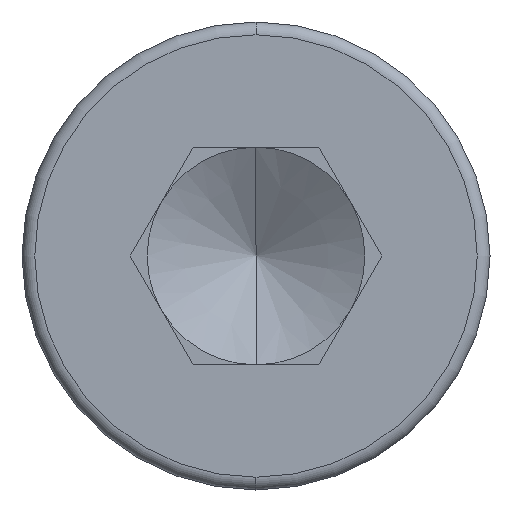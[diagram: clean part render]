
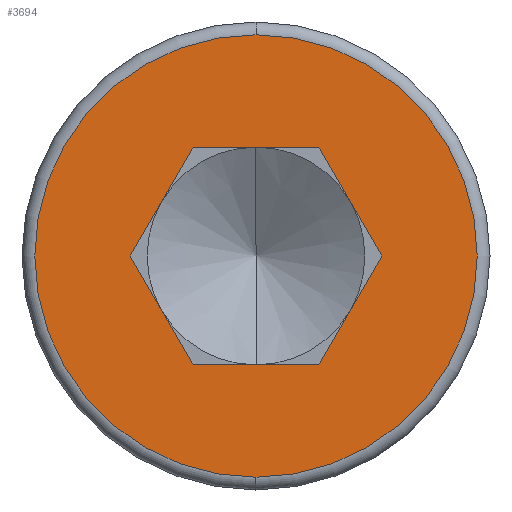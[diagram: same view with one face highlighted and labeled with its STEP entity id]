
A CAD part, left-side view. The second image highlights one B-rep face of the part: STEP entity #3694.
In plain terms, the highlighted planar face has unit normal (-1, 0, 0).
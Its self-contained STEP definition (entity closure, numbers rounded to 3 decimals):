
#31 = VERTEX_POINT ( 'NONE', #474 ) ;
#289 = CARTESIAN_POINT ( 'NONE',  ( 0., 0.739, -1.28 ) ) ;
#294 = LINE ( 'NONE', #2218, #1960 ) ;
#298 = FACE_OUTER_BOUND ( 'NONE', #458, .T. ) ;
#314 = CARTESIAN_POINT ( 'NONE',  ( 0., 1.478, 0. ) ) ;
#346 = ORIENTED_EDGE ( 'NONE', *, *, #3544, .T. ) ;
#384 = EDGE_CURVE ( 'NONE', #1745, #6155, #5086, .T. ) ;
#458 = EDGE_LOOP ( 'NONE', ( #346, #4987 ) ) ;
#474 = CARTESIAN_POINT ( 'NONE',  ( 0., -0.739, -1.28 ) ) ;
#479 = CARTESIAN_POINT ( 'NONE',  ( 0., 0., 0. ) ) ;
#671 = CARTESIAN_POINT ( 'NONE',  ( 0., -1.478, 0. ) ) ;
#777 = ORIENTED_EDGE ( 'NONE', *, *, #5224, .F. ) ;
#794 = DIRECTION ( 'NONE',  ( -1., 0., 0. ) ) ;
#815 = AXIS2_PLACEMENT_3D ( 'NONE', #6175, #794, #2722 ) ;
#827 = CARTESIAN_POINT ( 'NONE',  ( 0., 1.478, 0. ) ) ;
#855 = VERTEX_POINT ( 'NONE', #1939 ) ;
#1099 = EDGE_CURVE ( 'NONE', #3944, #855, #1347, .T. ) ;
#1118 = DIRECTION ( 'NONE',  ( 0., 0., 1. ) ) ;
#1347 = LINE ( 'NONE', #5737, #3055 ) ;
#1408 = CARTESIAN_POINT ( 'NONE',  ( 0., 0.739, -1.28 ) ) ;
#1664 = AXIS2_PLACEMENT_3D ( 'NONE', #479, #2849, #6241 ) ;
#1711 = AXIS2_PLACEMENT_3D ( 'NONE', #1731, #3683, #1118 ) ;
#1729 = CARTESIAN_POINT ( 'NONE',  ( 0., 1.478, 0. ) ) ;
#1731 = CARTESIAN_POINT ( 'NONE',  ( 0., 0., 0. ) ) ;
#1745 = VERTEX_POINT ( 'NONE', #827 ) ;
#1746 = VECTOR ( 'NONE', #4154, 1000. ) ;
#1782 = CARTESIAN_POINT ( 'NONE',  ( 0., -1.478, 0. ) ) ;
#1824 = CARTESIAN_POINT ( 'NONE',  ( 0., 0., 2.6 ) ) ;
#1939 = CARTESIAN_POINT ( 'NONE',  ( 0., 0.739, 1.28 ) ) ;
#1960 = VECTOR ( 'NONE', #4159, 1000. ) ;
#2009 = VECTOR ( 'NONE', #2219, 1000. ) ;
#2218 = CARTESIAN_POINT ( 'NONE',  ( 0., -0.739, 1.28 ) ) ;
#2219 = DIRECTION ( 'NONE',  ( 0., -0.5, -0.866 ) ) ;
#2220 = PLANE ( 'NONE',  #1711 ) ;
#2240 = DIRECTION ( 'NONE',  ( 0., -0.5, 0.866 ) ) ;
#2271 = EDGE_CURVE ( 'NONE', #4093, #5718, #3610, .T. ) ;
#2392 = ORIENTED_EDGE ( 'NONE', *, *, #1099, .F. ) ;
#2447 = VERTEX_POINT ( 'NONE', #671 ) ;
#2538 = ORIENTED_EDGE ( 'NONE', *, *, #5698, .T. ) ;
#2579 = ORIENTED_EDGE ( 'NONE', *, *, #2585, .T. ) ;
#2585 = EDGE_CURVE ( 'NONE', #2447, #31, #3320, .T. ) ;
#2688 = CARTESIAN_POINT ( 'NONE',  ( 0., 0., -2.6 ) ) ;
#2698 = FACE_BOUND ( 'NONE', #2729, .T. ) ;
#2722 = DIRECTION ( 'NONE',  ( 0., 0., 1. ) ) ;
#2729 = EDGE_LOOP ( 'NONE', ( #6122, #2392, #2538, #2579, #777, #3070 ) ) ;
#2745 = DIRECTION ( 'NONE',  ( 0., 1., 0. ) ) ;
#2849 = DIRECTION ( 'NONE',  ( -1., 0., 0. ) ) ;
#2881 = VECTOR ( 'NONE', #2240, 1000. ) ;
#3022 = CARTESIAN_POINT ( 'NONE',  ( 0., -0.739, 1.28 ) ) ;
#3055 = VECTOR ( 'NONE', #2745, 1000. ) ;
#3070 = ORIENTED_EDGE ( 'NONE', *, *, #384, .F. ) ;
#3320 = LINE ( 'NONE', #1782, #4301 ) ;
#3355 = CIRCLE ( 'NONE', #815, 2.6 ) ;
#3544 = EDGE_CURVE ( 'NONE', #5718, #4093, #3355, .T. ) ;
#3610 = CIRCLE ( 'NONE', #1664, 2.6 ) ;
#3683 = DIRECTION ( 'NONE',  ( -1., 0., 0. ) ) ;
#3694 = ADVANCED_FACE ( 'NONE', ( #2698, #298 ), #2220, .T. ) ;
#3944 = VERTEX_POINT ( 'NONE', #3022 ) ;
#4093 = VERTEX_POINT ( 'NONE', #2688 ) ;
#4154 = DIRECTION ( 'NONE',  ( 0., -1., 0. ) ) ;
#4159 = DIRECTION ( 'NONE',  ( 0., -0.5, -0.866 ) ) ;
#4301 = VECTOR ( 'NONE', #6262, 1000. ) ;
#4987 = ORIENTED_EDGE ( 'NONE', *, *, #2271, .T. ) ;
#4995 = LINE ( 'NONE', #289, #1746 ) ;
#5086 = LINE ( 'NONE', #1729, #2009 ) ;
#5224 = EDGE_CURVE ( 'NONE', #6155, #31, #4995, .T. ) ;
#5423 = EDGE_CURVE ( 'NONE', #1745, #855, #5638, .T. ) ;
#5638 = LINE ( 'NONE', #314, #2881 ) ;
#5698 = EDGE_CURVE ( 'NONE', #3944, #2447, #294, .T. ) ;
#5718 = VERTEX_POINT ( 'NONE', #1824 ) ;
#5737 = CARTESIAN_POINT ( 'NONE',  ( 0., -0.739, 1.28 ) ) ;
#6122 = ORIENTED_EDGE ( 'NONE', *, *, #5423, .T. ) ;
#6155 = VERTEX_POINT ( 'NONE', #1408 ) ;
#6175 = CARTESIAN_POINT ( 'NONE',  ( 0., 0., 0. ) ) ;
#6241 = DIRECTION ( 'NONE',  ( 0., 0., 1. ) ) ;
#6262 = DIRECTION ( 'NONE',  ( 0., 0.5, -0.866 ) ) ;
